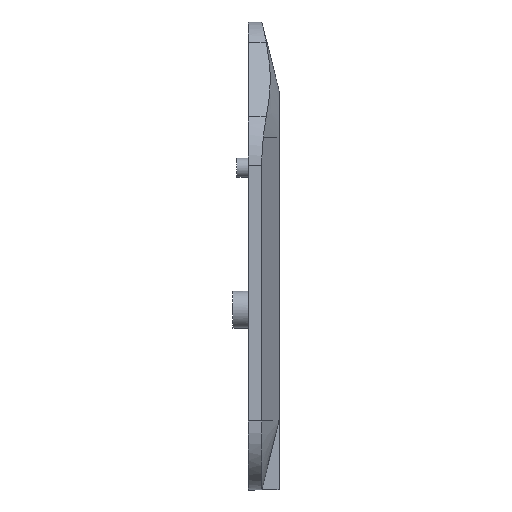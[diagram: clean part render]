
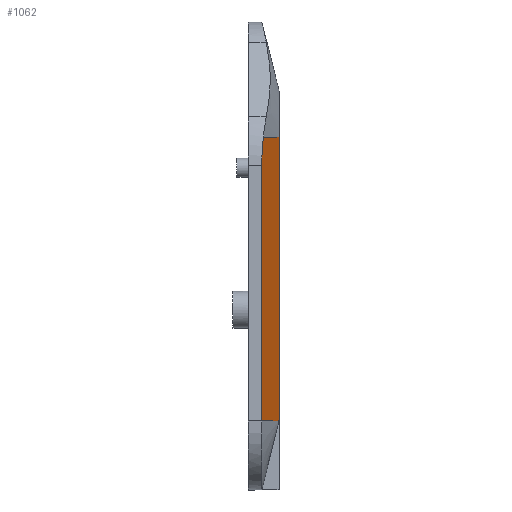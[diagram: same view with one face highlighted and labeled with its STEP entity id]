
A CAD part, front view. The second image highlights one B-rep face of the part: STEP entity #1062.
In plain terms, the highlighted planar face has unit normal (0.97, -0.242, 0).
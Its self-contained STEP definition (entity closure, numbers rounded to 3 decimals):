
#1048=AXIS2_PLACEMENT_3D('Plane Axis2P3D',#1045,#1046,#1047) ;
#531=CARTESIAN_POINT('Vertex',(3.756,0.,9.)) ;
#550=CARTESIAN_POINT('Line Origine',(3.756,0.,25.636)) ;
#554=CARTESIAN_POINT('Vertex',(3.756,0.,42.272)) ;
#575=CARTESIAN_POINT('Control Point',(3.756,0.,42.272)) ;
#576=CARTESIAN_POINT('Control Point',(3.756,0.,43.23)) ;
#577=CARTESIAN_POINT('Control Point',(3.79,0.136,44.196)) ;
#578=CARTESIAN_POINT('Control Point',(3.859,0.413,45.13)) ;
#579=CARTESIAN_POINT('Control Point',(3.958,0.808,46.)) ;
#580=CARTESIAN_POINT('Vertex',(3.958,0.808,46.)) ;
#945=CARTESIAN_POINT('Vertex',(6.,9.,9.)) ;
#1010=CARTESIAN_POINT('Vertex',(6.,9.,46.)) ;
#1013=CARTESIAN_POINT('Line Origine',(6.,9.,27.5)) ;
#1034=CARTESIAN_POINT('Line Origine',(-120956.07,-485143.363,9.)) ;
#1045=CARTESIAN_POINT('Axis2P3D Location',(6.,9.,9.)) ;
#1050=CARTESIAN_POINT('Line Origine',(4.979,4.904,46.)) ;
#551=DIRECTION('Vector Direction',(0.,0.,1.)) ;
#1014=DIRECTION('Vector Direction',(0.,0.,-1.)) ;
#1035=DIRECTION('Vector Direction',(-0.242,-0.97,0.)) ;
#1046=DIRECTION('Axis2P3D Direction',(-0.97,0.242,0.)) ;
#1047=DIRECTION('Axis2P3D XDirection',(-0.242,-0.97,0.)) ;
#1051=DIRECTION('Vector Direction',(0.242,0.97,0.)) ;
#552=VECTOR('Line Direction',#551,1.) ;
#1015=VECTOR('Line Direction',#1014,1.) ;
#1036=VECTOR('Line Direction',#1035,1.) ;
#1052=VECTOR('Line Direction',#1051,1.) ;
#1056=ORIENTED_EDGE('',*,*,#582,.F.) ;
#1057=ORIENTED_EDGE('',*,*,#556,.F.) ;
#1058=ORIENTED_EDGE('',*,*,#1038,.F.) ;
#1059=ORIENTED_EDGE('',*,*,#1017,.F.) ;
#1060=ORIENTED_EDGE('',*,*,#1054,.F.) ;
#1062=ADVANCED_FACE('Koerper.2',(#1061),#1049,.F.) ;
#574=B_SPLINE_CURVE_WITH_KNOTS('',4,(#575,#576,#577,#578,#579),.UNSPECIFIED.,.F.,.U.,(5,5),(0.,5.467),.UNSPECIFIED.) ;
#556=EDGE_CURVE('',#532,#555,#553,.T.) ;
#582=EDGE_CURVE('',#555,#581,#574,.T.) ;
#1017=EDGE_CURVE('',#1011,#946,#1016,.T.) ;
#1038=EDGE_CURVE('',#946,#532,#1037,.T.) ;
#1054=EDGE_CURVE('',#581,#1011,#1053,.T.) ;
#1055=EDGE_LOOP('',(#1056,#1057,#1058,#1059,#1060)) ;
#1061=FACE_OUTER_BOUND('',#1055,.T.) ;
#553=LINE('Line',#550,#552) ;
#1016=LINE('Line',#1013,#1015) ;
#1037=LINE('Line',#1034,#1036) ;
#1053=LINE('Line',#1050,#1052) ;
#1049=PLANE('',#1048) ;
#532=VERTEX_POINT('',#531) ;
#555=VERTEX_POINT('',#554) ;
#581=VERTEX_POINT('',#580) ;
#946=VERTEX_POINT('',#945) ;
#1011=VERTEX_POINT('',#1010) ;
